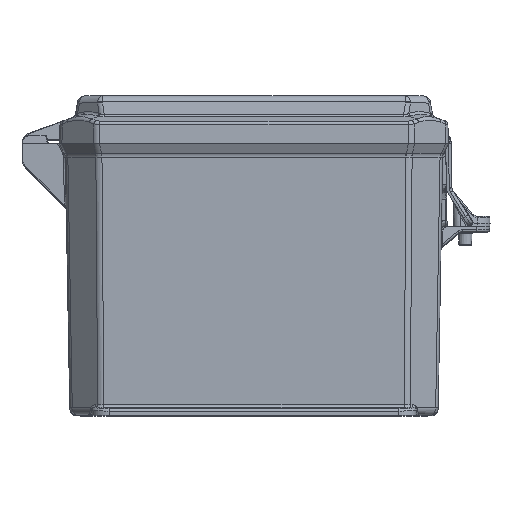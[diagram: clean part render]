
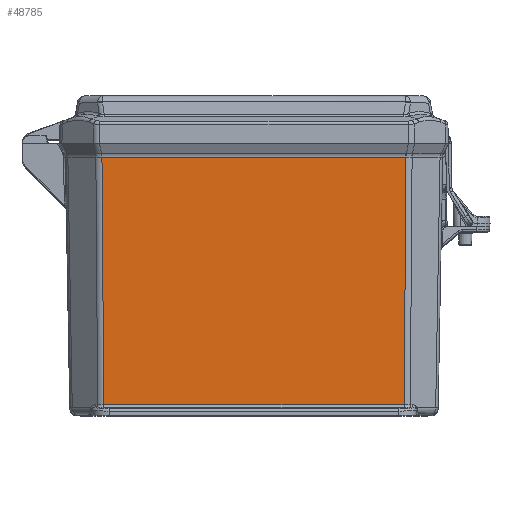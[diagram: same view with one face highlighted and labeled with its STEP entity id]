
A CAD part, top view. The second image highlights one B-rep face of the part: STEP entity #48785.
In plain terms, the highlighted face is planar.
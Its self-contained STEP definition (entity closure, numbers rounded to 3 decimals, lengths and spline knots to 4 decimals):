
#14694=DIRECTION('',(-1.,0.017,-0.007));
#14695=VECTOR('',#14694,5.4367);
#14696=CARTESIAN_POINT('',(-0.2939,-5.1399,
3.336));
#14697=LINE('',#14696,#14695);
#14698=CARTESIAN_POINT('',(-5.7296,-5.045,
3.2968));
#14754=DIRECTION('',(0.,0.,-1.));
#14755=VECTOR('',#14754,6.6721);
#14756=CARTESIAN_POINT('',(-0.2939,-5.1399,
3.336));
#14757=LINE('',#14756,#14755);
#14758=DIRECTION('',(0.,0.,1.));
#14759=VECTOR('',#14758,6.5935);
#14760=CARTESIAN_POINT('',(-5.7296,-5.045,
-3.2967));
#14761=LINE('',#14760,#14759);
#14787=DIRECTION('',(-1.,0.017,0.007));
#14788=VECTOR('',#14787,5.4367);
#14789=CARTESIAN_POINT('',(-0.2939,-5.1399,
-3.336));
#14790=LINE('',#14789,#14788);
#20225=CARTESIAN_POINT('',(-0.2939,-5.1399,
3.336));
#20226=CARTESIAN_POINT('',(-0.2939,-5.1399,
-3.336));
#20227=VERTEX_POINT('',#20225);
#20228=VERTEX_POINT('',#20226);
#20319=VERTEX_POINT('',#14698);
#20323=CARTESIAN_POINT('',(-5.7296,-5.045,
-3.2967));
#20324=VERTEX_POINT('',#20323);
#48772=CARTESIAN_POINT('',(0.,-5.145,4.6274));
#48773=DIRECTION('',(-0.017,-1.,0.));
#48774=DIRECTION('',(0.,0.,-1.));
#48775=AXIS2_PLACEMENT_3D('',#48772,#48773,#48774);
#48776=PLANE('',#48775);
#48777=ORIENTED_EDGE('',*,*,#48763,.T.);
#48779=ORIENTED_EDGE('',*,*,#48778,.T.);
#48781=ORIENTED_EDGE('',*,*,#48780,.T.);
#48782=ORIENTED_EDGE('',*,*,#48705,.F.);
#48783=EDGE_LOOP('',(#48777,#48779,#48781,#48782));
#48784=FACE_OUTER_BOUND('',#48783,.F.);
#48785=ADVANCED_FACE('',(#48784),#48776,.T.);
#48705=EDGE_CURVE('',#20227,#20319,#14697,.T.);
#48763=EDGE_CURVE('',#20227,#20228,#14757,.T.);
#48778=EDGE_CURVE('',#20228,#20324,#14790,.T.);
#48780=EDGE_CURVE('',#20324,#20319,#14761,.T.);
